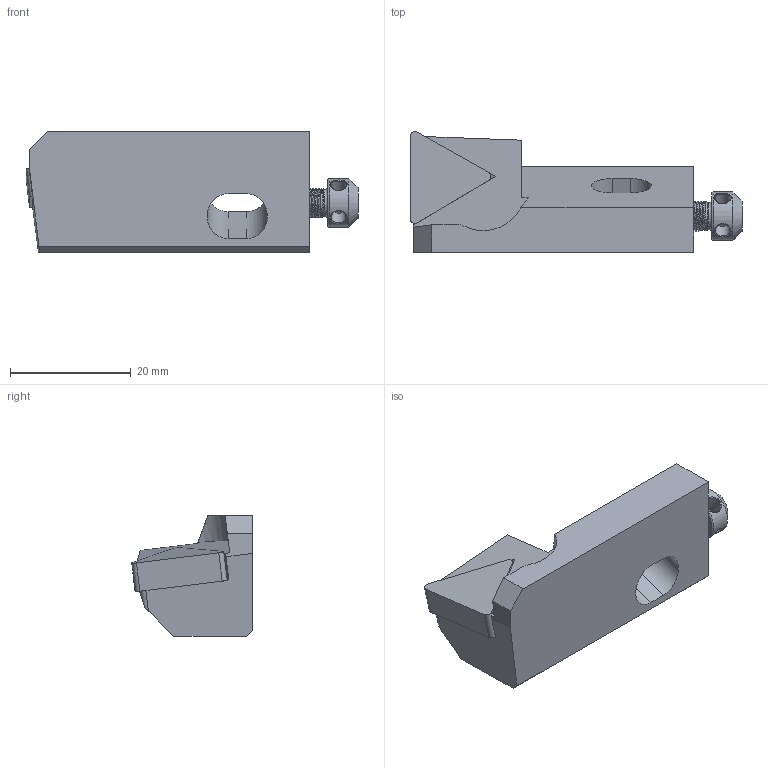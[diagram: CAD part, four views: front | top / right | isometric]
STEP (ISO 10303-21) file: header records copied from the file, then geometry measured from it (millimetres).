
FILE_DESCRIPTION(/* description */ (''),/* implementation_level */ '2;1');
FILE_NAME(/* name */ 'PTFNL-12CA-16.stp',/* time_stamp */ '2023-10-25T17:40:16+03:00',/* author */ (''),/* organization */ (''),/* preprocessor_version */ 'ST-DEVELOPER v19.4',/* originating_system */ 'SIEMENS PLM Software NX2306.3001',/* authorisation */ '');
FILE_SCHEMA (('AP203_CONFIGURATION_CONTROLLED_3D_DESIGN_OF_MECHANICAL_PARTS_AND_ASSEMBLIES_MIM_LF { 1 0 10303 403 2 1 2}'));
Length unit declared in the file: millimetre
Products named in the file (1): PTFNR 12CA 16-light
Bounding box: 55 x 20 x 20 mm (x, y, z)
Volume: 10397.4 mm3; surface area: 4567.5 mm2
Topology: 2 solids, 2 shells, 52 faces, 136 edges, 87 vertices
Faces by surface type: plane 28, cylinder 14, bspline 6, cone 2, torus 2
Full cylindrical faces by diameter (mm): 2.5 x4, 8 x1
Entity records: 3918 total; most frequent: CARTESIAN_POINT 2281, ORIENTED_EDGE 238, DIRECTION 228, EDGE_CURVE 119, VERTEX_POINT 83, AXIS2_PLACEMENT_3D 78, EDGE_LOOP 72, LINE 72
